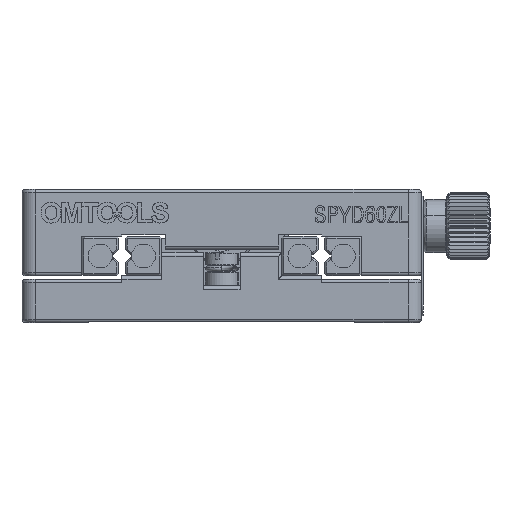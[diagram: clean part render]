
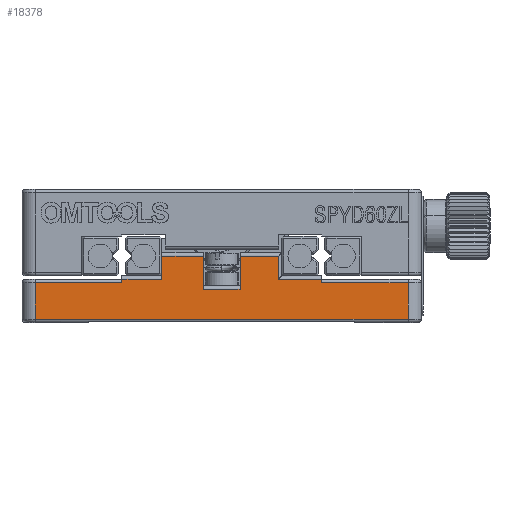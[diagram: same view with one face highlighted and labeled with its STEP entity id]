
A CAD part, front view. The second image highlights one B-rep face of the part: STEP entity #18378.
In plain terms, the highlighted planar face has unit normal (0, -1, 0).
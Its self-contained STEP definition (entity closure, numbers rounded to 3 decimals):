
#101 = DIRECTION ( 'NONE',  ( 0., 0., 1. ) ) ;
#626 = VECTOR ( 'NONE', #5456, 1000. ) ;
#699 = LINE ( 'NONE', #18392, #10892 ) ;
#800 = EDGE_CURVE ( 'NONE', #17999, #6346, #14827, .T. ) ;
#834 = VECTOR ( 'NONE', #4505, 1000. ) ;
#926 = PLANE ( 'NONE',  #9062 ) ;
#1517 = VECTOR ( 'NONE', #7879, 1000. ) ;
#1541 = ORIENTED_EDGE ( 'NONE', *, *, #20125, .T. ) ;
#1591 = CARTESIAN_POINT ( 'NONE',  ( -28., -30., 10.5 ) ) ;
#1608 = LINE ( 'NONE', #7389, #834 ) ;
#1624 = CARTESIAN_POINT ( 'NONE',  ( -30., -30., 6.5 ) ) ;
#1776 = VERTEX_POINT ( 'NONE', #26509 ) ;
#2080 = EDGE_CURVE ( 'NONE', #19527, #15131, #28505, .T. ) ;
#2122 = VERTEX_POINT ( 'NONE', #29497 ) ;
#2788 = VECTOR ( 'NONE', #21948, 1000. ) ;
#2949 = LINE ( 'NONE', #9239, #4150 ) ;
#3001 = VECTOR ( 'NONE', #14138, 1000. ) ;
#3041 = CARTESIAN_POINT ( 'NONE',  ( -15., -30., 10.5 ) ) ;
#3063 = ORIENTED_EDGE ( 'NONE', *, *, #27073, .T. ) ;
#3154 = DIRECTION ( 'NONE',  ( -1., 0., 0. ) ) ;
#3438 = ORIENTED_EDGE ( 'NONE', *, *, #22838, .T. ) ;
#3471 = ORIENTED_EDGE ( 'NONE', *, *, #2080, .T. ) ;
#3884 = CARTESIAN_POINT ( 'NONE',  ( -2.75, -30., 5. ) ) ;
#4040 = LINE ( 'NONE', #28360, #3001 ) ;
#4150 = VECTOR ( 'NONE', #27781, 1000. ) ;
#4407 = VERTEX_POINT ( 'NONE', #3884 ) ;
#4505 = DIRECTION ( 'NONE',  ( -1., 0., 0. ) ) ;
#5313 = VERTEX_POINT ( 'NONE', #16259 ) ;
#5456 = DIRECTION ( 'NONE',  ( 0., 0., -1. ) ) ;
#5725 = VERTEX_POINT ( 'NONE', #23563 ) ;
#6346 = VERTEX_POINT ( 'NONE', #15762 ) ;
#6867 = VECTOR ( 'NONE', #29454, 1000. ) ;
#7136 = EDGE_CURVE ( 'NONE', #6346, #19527, #25059, .T. ) ;
#7154 = EDGE_CURVE ( 'NONE', #9467, #10616, #4040, .T. ) ;
#7389 = CARTESIAN_POINT ( 'NONE',  ( -15., -30., 6.5 ) ) ;
#7642 = DIRECTION ( 'NONE',  ( 0., 0., 1. ) ) ;
#7879 = DIRECTION ( 'NONE',  ( 0., 0., -1. ) ) ;
#7916 = ORIENTED_EDGE ( 'NONE', *, *, #25466, .T. ) ;
#8108 = CARTESIAN_POINT ( 'NONE',  ( -2.75, -30., 5.5 ) ) ;
#8162 = DIRECTION ( 'NONE',  ( 0., 1., 0. ) ) ;
#8359 = ORIENTED_EDGE ( 'NONE', *, *, #7154, .F. ) ;
#8457 = VECTOR ( 'NONE', #24922, 1000. ) ;
#8485 = LINE ( 'NONE', #16108, #13351 ) ;
#8963 = CARTESIAN_POINT ( 'NONE',  ( 8.5, -30., 6.5 ) ) ;
#9062 = AXIS2_PLACEMENT_3D ( 'NONE', #22941, #8162, #17219 ) ;
#9207 = CARTESIAN_POINT ( 'NONE',  ( -30., -30., 0.5 ) ) ;
#9239 = CARTESIAN_POINT ( 'NONE',  ( -28., -30., 6. ) ) ;
#9338 = ORIENTED_EDGE ( 'NONE', *, *, #25377, .T. ) ;
#9467 = VERTEX_POINT ( 'NONE', #19911 ) ;
#9493 = EDGE_LOOP ( 'NONE', ( #7916, #17402, #21759, #15631, #3471, #27312, #8359, #22695, #3438, #3063, #18511, #25076, #15075, #1541, #26080, #9338 ) ) ;
#10616 = VERTEX_POINT ( 'NONE', #25521 ) ;
#10892 = VECTOR ( 'NONE', #18864, 1000. ) ;
#10932 = CARTESIAN_POINT ( 'NONE',  ( 15., -30., 6. ) ) ;
#11158 = CARTESIAN_POINT ( 'NONE',  ( 28., -30., 10.5 ) ) ;
#11623 = CARTESIAN_POINT ( 'NONE',  ( -9., -30., 7. ) ) ;
#11944 = LINE ( 'NONE', #16660, #20998 ) ;
#12195 = LINE ( 'NONE', #1591, #626 ) ;
#12441 = EDGE_CURVE ( 'NONE', #15131, #10616, #11944, .T. ) ;
#13031 = DIRECTION ( 'NONE',  ( 1., 0., 0. ) ) ;
#13146 = VECTOR ( 'NONE', #26460, 1000. ) ;
#13351 = VECTOR ( 'NONE', #3154, 1000. ) ;
#13489 = VECTOR ( 'NONE', #101, 1000. ) ;
#13656 = EDGE_CURVE ( 'NONE', #5313, #5725, #20265, .T. ) ;
#13851 = EDGE_CURVE ( 'NONE', #26494, #17999, #8485, .T. ) ;
#14138 = DIRECTION ( 'NONE',  ( 0., 0., 1. ) ) ;
#14495 = LINE ( 'NONE', #9207, #25669 ) ;
#14796 = DIRECTION ( 'NONE',  ( -1., 0., 0. ) ) ;
#14827 = LINE ( 'NONE', #25249, #19151 ) ;
#14857 = CARTESIAN_POINT ( 'NONE',  ( -9., -30., 6.5 ) ) ;
#15075 = ORIENTED_EDGE ( 'NONE', *, *, #13656, .T. ) ;
#15131 = VERTEX_POINT ( 'NONE', #22788 ) ;
#15631 = ORIENTED_EDGE ( 'NONE', *, *, #7136, .T. ) ;
#15762 = CARTESIAN_POINT ( 'NONE',  ( 15., -30., 6.5 ) ) ;
#16108 = CARTESIAN_POINT ( 'NONE',  ( 15., -30., 6. ) ) ;
#16259 = CARTESIAN_POINT ( 'NONE',  ( -15., -30., 6.5 ) ) ;
#16660 = CARTESIAN_POINT ( 'NONE',  ( 2.75, -30., 10. ) ) ;
#17219 = DIRECTION ( 'NONE',  ( 0., 0., 1. ) ) ;
#17402 = ORIENTED_EDGE ( 'NONE', *, *, #13851, .T. ) ;
#17999 = VERTEX_POINT ( 'NONE', #10932 ) ;
#18378 = ADVANCED_FACE ( 'NONE', ( #18622 ), #926, .F. ) ;
#18392 = CARTESIAN_POINT ( 'NONE',  ( -30., -30., 5. ) ) ;
#18511 = ORIENTED_EDGE ( 'NONE', *, *, #20992, .F. ) ;
#18558 = CARTESIAN_POINT ( 'NONE',  ( -9., -30., 10. ) ) ;
#18577 = CARTESIAN_POINT ( 'NONE',  ( 28., -30., 0.5 ) ) ;
#18622 = FACE_OUTER_BOUND ( 'NONE', #9493, .T. ) ;
#18864 = DIRECTION ( 'NONE',  ( -1., 0., 0. ) ) ;
#19130 = EDGE_CURVE ( 'NONE', #20300, #5313, #1608, .T. ) ;
#19151 = VECTOR ( 'NONE', #7642, 1000. ) ;
#19426 = EDGE_CURVE ( 'NONE', #9467, #4407, #699, .T. ) ;
#19526 = LINE ( 'NONE', #19989, #28060 ) ;
#19527 = VERTEX_POINT ( 'NONE', #8963 ) ;
#19710 = VERTEX_POINT ( 'NONE', #18577 ) ;
#19911 = CARTESIAN_POINT ( 'NONE',  ( 2.75, -30., 5. ) ) ;
#19989 = CARTESIAN_POINT ( 'NONE',  ( -9., -30., 10. ) ) ;
#20125 = EDGE_CURVE ( 'NONE', #5725, #1776, #2949, .T. ) ;
#20265 = LINE ( 'NONE', #3041, #1517 ) ;
#20300 = VERTEX_POINT ( 'NONE', #14857 ) ;
#20975 = LINE ( 'NONE', #8108, #2788 ) ;
#20992 = EDGE_CURVE ( 'NONE', #20300, #22752, #21617, .T. ) ;
#20998 = VECTOR ( 'NONE', #26663, 1000. ) ;
#21617 = LINE ( 'NONE', #11623, #8457 ) ;
#21759 = ORIENTED_EDGE ( 'NONE', *, *, #800, .T. ) ;
#21948 = DIRECTION ( 'NONE',  ( 0., 0., 1. ) ) ;
#22529 = VERTEX_POINT ( 'NONE', #28971 ) ;
#22695 = ORIENTED_EDGE ( 'NONE', *, *, #19426, .T. ) ;
#22752 = VERTEX_POINT ( 'NONE', #18558 ) ;
#22788 = CARTESIAN_POINT ( 'NONE',  ( 8.5, -30., 10. ) ) ;
#22838 = EDGE_CURVE ( 'NONE', #4407, #22529, #20975, .T. ) ;
#22941 = CARTESIAN_POINT ( 'NONE',  ( -30., -30., 10.5 ) ) ;
#23563 = CARTESIAN_POINT ( 'NONE',  ( -15., -30., 6. ) ) ;
#24922 = DIRECTION ( 'NONE',  ( 0., 0., 1. ) ) ;
#25059 = LINE ( 'NONE', #1624, #13146 ) ;
#25076 = ORIENTED_EDGE ( 'NONE', *, *, #19130, .T. ) ;
#25249 = CARTESIAN_POINT ( 'NONE',  ( 15., -30., 10.5 ) ) ;
#25377 = EDGE_CURVE ( 'NONE', #2122, #19710, #14495, .T. ) ;
#25466 = EDGE_CURVE ( 'NONE', #19710, #26494, #26356, .T. ) ;
#25521 = CARTESIAN_POINT ( 'NONE',  ( 2.75, -30., 10. ) ) ;
#25666 = CARTESIAN_POINT ( 'NONE',  ( 8.5, -30., 10.5 ) ) ;
#25669 = VECTOR ( 'NONE', #13031, 1000. ) ;
#26080 = ORIENTED_EDGE ( 'NONE', *, *, #27436, .T. ) ;
#26356 = LINE ( 'NONE', #11158, #13489 ) ;
#26460 = DIRECTION ( 'NONE',  ( -1., 0., 0. ) ) ;
#26494 = VERTEX_POINT ( 'NONE', #29421 ) ;
#26509 = CARTESIAN_POINT ( 'NONE',  ( -28., -30., 6. ) ) ;
#26663 = DIRECTION ( 'NONE',  ( -1., 0., 0. ) ) ;
#27073 = EDGE_CURVE ( 'NONE', #22529, #22752, #19526, .T. ) ;
#27312 = ORIENTED_EDGE ( 'NONE', *, *, #12441, .T. ) ;
#27436 = EDGE_CURVE ( 'NONE', #1776, #2122, #12195, .T. ) ;
#27781 = DIRECTION ( 'NONE',  ( -1., 0., 0. ) ) ;
#28060 = VECTOR ( 'NONE', #14796, 1000. ) ;
#28360 = CARTESIAN_POINT ( 'NONE',  ( 2.75, -30., 5.5 ) ) ;
#28505 = LINE ( 'NONE', #25666, #6867 ) ;
#28971 = CARTESIAN_POINT ( 'NONE',  ( -2.75, -30., 10. ) ) ;
#29421 = CARTESIAN_POINT ( 'NONE',  ( 28., -30., 6. ) ) ;
#29454 = DIRECTION ( 'NONE',  ( 0., 0., 1. ) ) ;
#29497 = CARTESIAN_POINT ( 'NONE',  ( -28., -30., 0.5 ) ) ;
